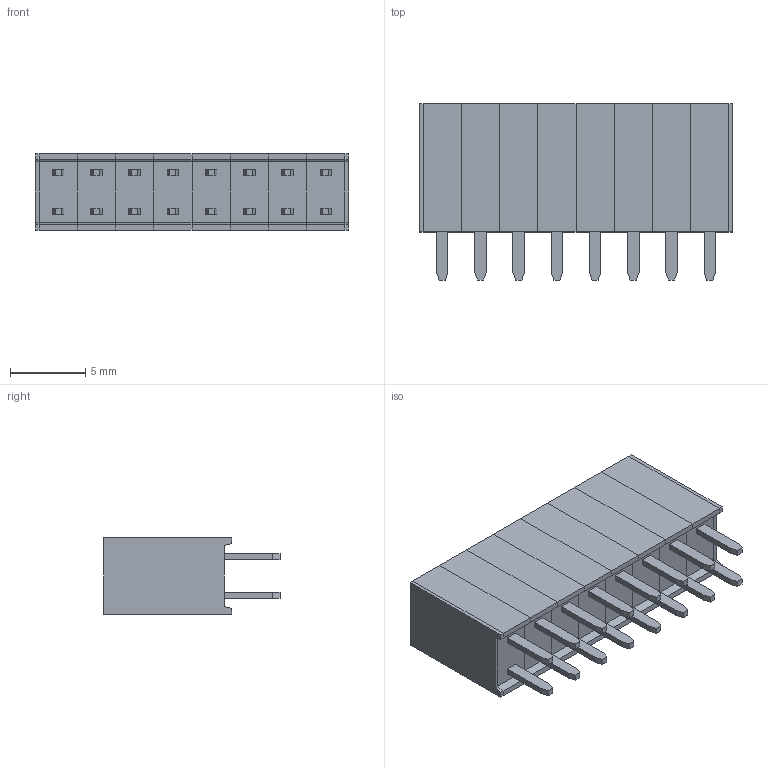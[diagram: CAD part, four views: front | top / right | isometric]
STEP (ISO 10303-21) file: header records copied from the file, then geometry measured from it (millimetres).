
FILE_DESCRIPTION (( 'STEP AP214' ), '1' );
FILE_NAME ('NPPC082LFBN-RC.STEP', '2024-10-30T11:29:32', ( '' ), ( '' ), 'SwSTEP 2.0', 'SolidWorks 2021', '' );
FILE_SCHEMA (( 'AUTOMOTIVE_DESIGN' ));
Length unit declared in the file: millimetre
Products named in the file (3): Pin - Gold; NPPC202LFBN-RC_C08; NPPC082LFBN-RC
Assembly tree (9 placements, depth 2):
  NPPC082LFBN-RC
    NPPC202LFBN-RC_C08
    Pin - Gold  x8
Bounding box: 20.83 x 11.71 x 5.08 mm (x, y, z)
Volume: 855.3 mm3; surface area: 1602.4 mm2
Topology: 26 solids, 26 shells, 372 faces, 848 edges, 544 vertices
Faces by surface type: plane 372
Entity records: 7344 total; most frequent: CARTESIAN_POINT 1244, ORIENTED_EDGE 1192, DIRECTION 1140, EDGE_CURVE 596, LINE 596, VECTOR 596, VERTEX_POINT 376, EDGE_LOOP 276
